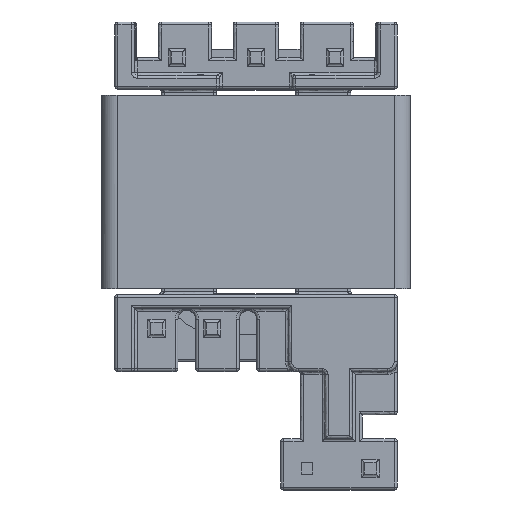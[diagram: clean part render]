
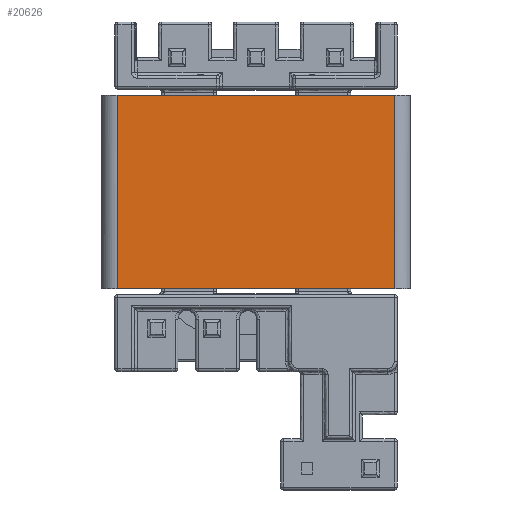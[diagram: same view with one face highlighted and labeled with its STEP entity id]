
A CAD part, front view. The second image highlights one B-rep face of the part: STEP entity #20626.
In plain terms, the highlighted free-form (B-spline) face has degree [1, 1] with [2, 2] control points.
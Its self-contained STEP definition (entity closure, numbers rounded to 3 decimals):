
#20626 = ADVANCED_FACE('',(#20627),#20657,.F.);
#20627 = FACE_BOUND('',#20628,.T.);
#20628 = EDGE_LOOP('',(#20629,#20638,#20645,#20652));
#20629 = ORIENTED_EDGE('',*,*,#20630,.F.);
#20630 = EDGE_CURVE('',#20631,#20633,#20635,.T.);
#20631 = VERTEX_POINT('',#20632);
#20632 = CARTESIAN_POINT('',(7.675,-3.469,
    -5.353));
#20633 = VERTEX_POINT('',#20634);
#20634 = CARTESIAN_POINT('',(-7.675,-3.469,
    -5.353));
#20635 = B_SPLINE_CURVE_WITH_KNOTS('',1,(#20636,#20637),.UNSPECIFIED.,
  .F.,.F.,(2,2),(-14.775,-0.725),.PIECEWISE_BEZIER_KNOTS.);
#20636 = CARTESIAN_POINT('',(7.675,-3.469,
    -5.353));
#20637 = CARTESIAN_POINT('',(-7.675,-3.469,
    -5.353));
#20638 = ORIENTED_EDGE('',*,*,#20639,.T.);
#20639 = EDGE_CURVE('',#20631,#20640,#20642,.T.);
#20640 = VERTEX_POINT('',#20641);
#20641 = CARTESIAN_POINT('',(7.675,-3.469,
    5.353));
#20642 = B_SPLINE_CURVE_WITH_KNOTS('',1,(#20643,#20644),.UNSPECIFIED.,
  .F.,.F.,(2,2),(19.451,29.251),
  .PIECEWISE_BEZIER_KNOTS.);
#20643 = CARTESIAN_POINT('',(7.675,-3.469,
    -5.353));
#20644 = CARTESIAN_POINT('',(7.675,-3.469,
    5.353));
#20645 = ORIENTED_EDGE('',*,*,#20646,.T.);
#20646 = EDGE_CURVE('',#20640,#20647,#20649,.T.);
#20647 = VERTEX_POINT('',#20648);
#20648 = CARTESIAN_POINT('',(-7.675,-3.469,
    5.353));
#20649 = B_SPLINE_CURVE_WITH_KNOTS('',1,(#20650,#20651),.UNSPECIFIED.,
  .F.,.F.,(2,2),(-14.775,-0.725),.PIECEWISE_BEZIER_KNOTS.);
#20650 = CARTESIAN_POINT('',(7.675,-3.469,
    5.353));
#20651 = CARTESIAN_POINT('',(-7.675,-3.469,
    5.353));
#20652 = ORIENTED_EDGE('',*,*,#20653,.T.);
#20653 = EDGE_CURVE('',#20647,#20633,#20654,.T.);
#20654 = B_SPLINE_CURVE_WITH_KNOTS('',1,(#20655,#20656),.UNSPECIFIED.,
  .F.,.F.,(2,2),(-29.251,-19.451),
  .PIECEWISE_BEZIER_KNOTS.);
#20655 = CARTESIAN_POINT('',(-7.675,-3.469,
    5.353));
#20656 = CARTESIAN_POINT('',(-7.675,-3.469,
    -5.353));
#20657 = B_SPLINE_SURFACE_WITH_KNOTS('',1,1,(
    (#20658,#20659)
    ,(#20660,#20661
    )),.UNSPECIFIED.,.F.,.F.,.F.,(2,2),(2,2),(19.451,
    29.251),(0.725,14.775),.PIECEWISE_BEZIER_KNOTS.);
#20658 = CARTESIAN_POINT('',(-7.675,-3.469,
    -5.353));
#20659 = CARTESIAN_POINT('',(7.675,-3.469,
    -5.353));
#20660 = CARTESIAN_POINT('',(-7.675,-3.469,
    5.353));
#20661 = CARTESIAN_POINT('',(7.675,-3.469,
    5.353));
